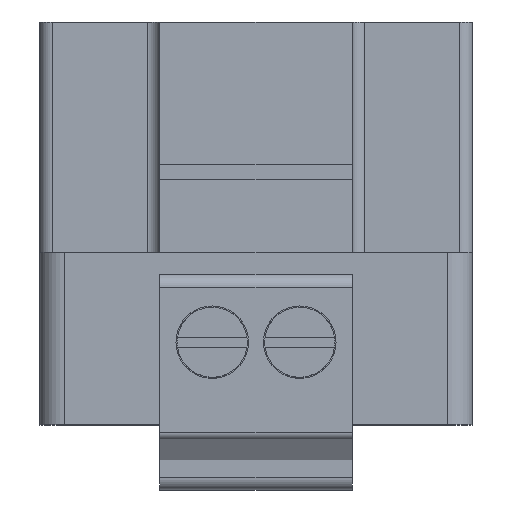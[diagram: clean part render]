
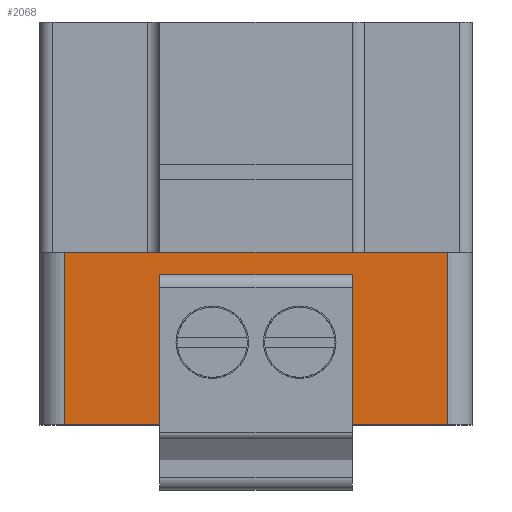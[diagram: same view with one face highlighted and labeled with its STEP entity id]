
A CAD part, top view. The second image highlights one B-rep face of the part: STEP entity #2068.
In plain terms, the highlighted planar face has unit normal (0, 0, 1).
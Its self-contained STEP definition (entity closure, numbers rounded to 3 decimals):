
#84 = PLANE('',#85);
#85 = AXIS2_PLACEMENT_3D('',#86,#87,#88);
#86 = CARTESIAN_POINT('',(5.6,-8.,5.8));
#87 = DIRECTION('',(1.,0.,0.));
#88 = DIRECTION('',(0.,-1.,0.));
#143 = PLANE('',#144);
#144 = AXIS2_PLACEMENT_3D('',#145,#146,#147);
#145 = CARTESIAN_POINT('',(-2.1,-8.,5.8));
#146 = DIRECTION('',(1.,0.,0.));
#147 = DIRECTION('',(0.,-1.,0.));
#369 = VERTEX_POINT('',#370);
#370 = CARTESIAN_POINT('',(-2.1,-14.9,5.8));
#383 = PLANE('',#384);
#384 = AXIS2_PLACEMENT_3D('',#385,#386,#387);
#385 = CARTESIAN_POINT('',(-6.9,-14.9,0.2));
#386 = DIRECTION('',(0.,1.,0.));
#387 = DIRECTION('',(-1.,0.,0.));
#394 = EDGE_CURVE('',#369,#395,#397,.T.);
#395 = VERTEX_POINT('',#396);
#396 = CARTESIAN_POINT('',(-2.1,-8.9,5.8));
#397 = SURFACE_CURVE('',#398,(#402,#408),.PCURVE_S1.);
#398 = LINE('',#399,#400);
#399 = CARTESIAN_POINT('',(-2.1,-8.,5.8));
#400 = VECTOR('',#401,1.);
#401 = DIRECTION('',(0.,1.,0.));
#402 = PCURVE('',#143,#403);
#403 = DEFINITIONAL_REPRESENTATION('',(#404),#407);
#404 = B_SPLINE_CURVE_WITH_KNOTS('',1,(#405,#406),.UNSPECIFIED.,.F.,.F.,
(2,2),(-7.59,0.69),.PIECEWISE_BEZIER_KNOTS.);
#405 = CARTESIAN_POINT('',(7.59,0.));
#406 = CARTESIAN_POINT('',(-0.69,0.));
#407 = ( GEOMETRIC_REPRESENTATION_CONTEXT(2)
PARAMETRIC_REPRESENTATION_CONTEXT() REPRESENTATION_CONTEXT('2D SPACE',''
) );
#408 = PCURVE('',#409,#414);
#409 = PLANE('',#410);
#410 = AXIS2_PLACEMENT_3D('',#411,#412,#413);
#411 = CARTESIAN_POINT('',(10.4,-8.,5.8));
#412 = DIRECTION('',(0.,0.,-1.));
#413 = DIRECTION('',(-1.,0.,0.));
#414 = DEFINITIONAL_REPRESENTATION('',(#415),#418);
#415 = B_SPLINE_CURVE_WITH_KNOTS('',1,(#416,#417),.UNSPECIFIED.,.F.,.F.,
(2,2),(-7.59,0.69),.PIECEWISE_BEZIER_KNOTS.);
#416 = CARTESIAN_POINT('',(12.5,-7.59));
#417 = CARTESIAN_POINT('',(12.5,0.69));
#418 = ( GEOMETRIC_REPRESENTATION_CONTEXT(2)
PARAMETRIC_REPRESENTATION_CONTEXT() REPRESENTATION_CONTEXT('2D SPACE',''
) );
#436 = PLANE('',#437);
#437 = AXIS2_PLACEMENT_3D('',#438,#439,#440);
#438 = CARTESIAN_POINT('',(-2.1,-8.9,7.2));
#439 = DIRECTION('',(0.,1.,0.));
#440 = DIRECTION('',(0.,0.,-1.));
#914 = VERTEX_POINT('',#915);
#915 = CARTESIAN_POINT('',(5.6,-14.9,5.8));
#928 = PLANE('',#929);
#929 = AXIS2_PLACEMENT_3D('',#930,#931,#932);
#930 = CARTESIAN_POINT('',(-6.9,-14.9,0.2));
#931 = DIRECTION('',(0.,1.,0.));
#932 = DIRECTION('',(-1.,0.,0.));
#939 = EDGE_CURVE('',#914,#940,#942,.T.);
#940 = VERTEX_POINT('',#941);
#941 = CARTESIAN_POINT('',(5.6,-8.9,5.8));
#942 = SURFACE_CURVE('',#943,(#947,#953),.PCURVE_S1.);
#943 = LINE('',#944,#945);
#944 = CARTESIAN_POINT('',(5.6,-8.,5.8));
#945 = VECTOR('',#946,1.);
#946 = DIRECTION('',(0.,1.,0.));
#947 = PCURVE('',#84,#948);
#948 = DEFINITIONAL_REPRESENTATION('',(#949),#952);
#949 = B_SPLINE_CURVE_WITH_KNOTS('',1,(#950,#951),.UNSPECIFIED.,.F.,.F.,
(2,2),(-7.59,0.69),.PIECEWISE_BEZIER_KNOTS.);
#950 = CARTESIAN_POINT('',(7.59,0.));
#951 = CARTESIAN_POINT('',(-0.69,0.));
#952 = ( GEOMETRIC_REPRESENTATION_CONTEXT(2)
PARAMETRIC_REPRESENTATION_CONTEXT() REPRESENTATION_CONTEXT('2D SPACE',''
) );
#953 = PCURVE('',#409,#954);
#954 = DEFINITIONAL_REPRESENTATION('',(#955),#958);
#955 = B_SPLINE_CURVE_WITH_KNOTS('',1,(#956,#957),.UNSPECIFIED.,.F.,.F.,
(2,2),(-7.59,0.69),.PIECEWISE_BEZIER_KNOTS.);
#956 = CARTESIAN_POINT('',(4.8,-7.59));
#957 = CARTESIAN_POINT('',(4.8,0.69));
#958 = ( GEOMETRIC_REPRESENTATION_CONTEXT(2)
PARAMETRIC_REPRESENTATION_CONTEXT() REPRESENTATION_CONTEXT('2D SPACE',''
) );
#1980 = VERTEX_POINT('',#1981);
#1981 = CARTESIAN_POINT('',(-5.9,-14.9,5.8));
#2000 = CYLINDRICAL_SURFACE('',#2001,1.);
#2001 = AXIS2_PLACEMENT_3D('',#2002,#2003,#2004);
#2002 = CARTESIAN_POINT('',(-5.9,-8.,4.8));
#2003 = DIRECTION('',(0.,-1.,0.));
#2004 = DIRECTION('',(0.,0.,1.));
#2012 = EDGE_CURVE('',#369,#1980,#2013,.T.);
#2013 = SURFACE_CURVE('',#2014,(#2018,#2025),.PCURVE_S1.);
#2014 = LINE('',#2015,#2016);
#2015 = CARTESIAN_POINT('',(10.4,-14.9,5.8));
#2016 = VECTOR('',#2017,1.);
#2017 = DIRECTION('',(-1.,0.,0.));
#2018 = PCURVE('',#383,#2019);
#2019 = DEFINITIONAL_REPRESENTATION('',(#2020),#2024);
#2020 = LINE('',#2021,#2022);
#2021 = CARTESIAN_POINT('',(-17.3,5.6));
#2022 = VECTOR('',#2023,1.);
#2023 = DIRECTION('',(1.,0.));
#2024 = ( GEOMETRIC_REPRESENTATION_CONTEXT(2)
PARAMETRIC_REPRESENTATION_CONTEXT() REPRESENTATION_CONTEXT('2D SPACE',''
) );
#2025 = PCURVE('',#409,#2026);
#2026 = DEFINITIONAL_REPRESENTATION('',(#2027),#2031);
#2027 = LINE('',#2028,#2029);
#2028 = CARTESIAN_POINT('',(0.,-6.9));
#2029 = VECTOR('',#2030,1.);
#2030 = DIRECTION('',(1.,0.));
#2031 = ( GEOMETRIC_REPRESENTATION_CONTEXT(2)
PARAMETRIC_REPRESENTATION_CONTEXT() REPRESENTATION_CONTEXT('2D SPACE',''
) );
#2068 = ADVANCED_FACE('',(#2069),#409,.F.);
#2069 = FACE_BOUND('',#2070,.F.);
#2070 = EDGE_LOOP('',(#2071,#2101,#2129,#2150,#2151,#2172,#2173,#2174));
#2071 = ORIENTED_EDGE('',*,*,#2072,.F.);
#2072 = EDGE_CURVE('',#2073,#2075,#2077,.T.);
#2073 = VERTEX_POINT('',#2074);
#2074 = CARTESIAN_POINT('',(9.4,-8.,5.8));
#2075 = VERTEX_POINT('',#2076);
#2076 = CARTESIAN_POINT('',(-5.9,-8.,5.8));
#2077 = SURFACE_CURVE('',#2078,(#2082,#2089),.PCURVE_S1.);
#2078 = LINE('',#2079,#2080);
#2079 = CARTESIAN_POINT('',(10.4,-8.,5.8));
#2080 = VECTOR('',#2081,1.);
#2081 = DIRECTION('',(-1.,0.,0.));
#2082 = PCURVE('',#409,#2083);
#2083 = DEFINITIONAL_REPRESENTATION('',(#2084),#2088);
#2084 = LINE('',#2085,#2086);
#2085 = CARTESIAN_POINT('',(0.,-0.));
#2086 = VECTOR('',#2087,1.);
#2087 = DIRECTION('',(1.,0.));
#2088 = ( GEOMETRIC_REPRESENTATION_CONTEXT(2)
PARAMETRIC_REPRESENTATION_CONTEXT() REPRESENTATION_CONTEXT('2D SPACE',''
) );
#2089 = PCURVE('',#2090,#2095);
#2090 = PLANE('',#2091);
#2091 = AXIS2_PLACEMENT_3D('',#2092,#2093,#2094);
#2092 = CARTESIAN_POINT('',(-6.9,-8.,0.));
#2093 = DIRECTION('',(0.,1.,0.));
#2094 = DIRECTION('',(-1.,0.,0.));
#2095 = DEFINITIONAL_REPRESENTATION('',(#2096),#2100);
#2096 = LINE('',#2097,#2098);
#2097 = CARTESIAN_POINT('',(-17.3,5.8));
#2098 = VECTOR('',#2099,1.);
#2099 = DIRECTION('',(1.,0.));
#2100 = ( GEOMETRIC_REPRESENTATION_CONTEXT(2)
PARAMETRIC_REPRESENTATION_CONTEXT() REPRESENTATION_CONTEXT('2D SPACE',''
) );
#2101 = ORIENTED_EDGE('',*,*,#2102,.T.);
#2102 = EDGE_CURVE('',#2073,#2103,#2105,.T.);
#2103 = VERTEX_POINT('',#2104);
#2104 = CARTESIAN_POINT('',(9.4,-14.9,5.8));
#2105 = SURFACE_CURVE('',#2106,(#2110,#2117),.PCURVE_S1.);
#2106 = LINE('',#2107,#2108);
#2107 = CARTESIAN_POINT('',(9.4,-8.,5.8));
#2108 = VECTOR('',#2109,1.);
#2109 = DIRECTION('',(0.,-1.,0.));
#2110 = PCURVE('',#409,#2111);
#2111 = DEFINITIONAL_REPRESENTATION('',(#2112),#2116);
#2112 = LINE('',#2113,#2114);
#2113 = CARTESIAN_POINT('',(1.,0.));
#2114 = VECTOR('',#2115,1.);
#2115 = DIRECTION('',(0.,-1.));
#2116 = ( GEOMETRIC_REPRESENTATION_CONTEXT(2)
PARAMETRIC_REPRESENTATION_CONTEXT() REPRESENTATION_CONTEXT('2D SPACE',''
) );
#2117 = PCURVE('',#2118,#2123);
#2118 = CYLINDRICAL_SURFACE('',#2119,1.);
#2119 = AXIS2_PLACEMENT_3D('',#2120,#2121,#2122);
#2120 = CARTESIAN_POINT('',(9.4,-8.,4.8));
#2121 = DIRECTION('',(0.,-1.,0.));
#2122 = DIRECTION('',(1.,0.,0.));
#2123 = DEFINITIONAL_REPRESENTATION('',(#2124),#2128);
#2124 = LINE('',#2125,#2126);
#2125 = CARTESIAN_POINT('',(1.571,0.));
#2126 = VECTOR('',#2127,1.);
#2127 = DIRECTION('',(0.,1.));
#2128 = ( GEOMETRIC_REPRESENTATION_CONTEXT(2)
PARAMETRIC_REPRESENTATION_CONTEXT() REPRESENTATION_CONTEXT('2D SPACE',''
) );
#2129 = ORIENTED_EDGE('',*,*,#2130,.T.);
#2130 = EDGE_CURVE('',#2103,#914,#2131,.T.);
#2131 = SURFACE_CURVE('',#2132,(#2136,#2143),.PCURVE_S1.);
#2132 = LINE('',#2133,#2134);
#2133 = CARTESIAN_POINT('',(10.4,-14.9,5.8));
#2134 = VECTOR('',#2135,1.);
#2135 = DIRECTION('',(-1.,0.,0.));
#2136 = PCURVE('',#409,#2137);
#2137 = DEFINITIONAL_REPRESENTATION('',(#2138),#2142);
#2138 = LINE('',#2139,#2140);
#2139 = CARTESIAN_POINT('',(0.,-6.9));
#2140 = VECTOR('',#2141,1.);
#2141 = DIRECTION('',(1.,0.));
#2142 = ( GEOMETRIC_REPRESENTATION_CONTEXT(2)
PARAMETRIC_REPRESENTATION_CONTEXT() REPRESENTATION_CONTEXT('2D SPACE',''
) );
#2143 = PCURVE('',#928,#2144);
#2144 = DEFINITIONAL_REPRESENTATION('',(#2145),#2149);
#2145 = LINE('',#2146,#2147);
#2146 = CARTESIAN_POINT('',(-17.3,5.6));
#2147 = VECTOR('',#2148,1.);
#2148 = DIRECTION('',(1.,0.));
#2149 = ( GEOMETRIC_REPRESENTATION_CONTEXT(2)
PARAMETRIC_REPRESENTATION_CONTEXT() REPRESENTATION_CONTEXT('2D SPACE',''
) );
#2150 = ORIENTED_EDGE('',*,*,#939,.T.);
#2151 = ORIENTED_EDGE('',*,*,#2152,.F.);
#2152 = EDGE_CURVE('',#395,#940,#2153,.T.);
#2153 = SURFACE_CURVE('',#2154,(#2158,#2165),.PCURVE_S1.);
#2154 = LINE('',#2155,#2156);
#2155 = CARTESIAN_POINT('',(-2.1,-8.9,5.8));
#2156 = VECTOR('',#2157,1.);
#2157 = DIRECTION('',(1.,0.,0.));
#2158 = PCURVE('',#409,#2159);
#2159 = DEFINITIONAL_REPRESENTATION('',(#2160),#2164);
#2160 = LINE('',#2161,#2162);
#2161 = CARTESIAN_POINT('',(12.5,-0.9));
#2162 = VECTOR('',#2163,1.);
#2163 = DIRECTION('',(-1.,-0.));
#2164 = ( GEOMETRIC_REPRESENTATION_CONTEXT(2)
PARAMETRIC_REPRESENTATION_CONTEXT() REPRESENTATION_CONTEXT('2D SPACE',''
) );
#2165 = PCURVE('',#436,#2166);
#2166 = DEFINITIONAL_REPRESENTATION('',(#2167),#2171);
#2167 = LINE('',#2168,#2169);
#2168 = CARTESIAN_POINT('',(1.4,0.));
#2169 = VECTOR('',#2170,1.);
#2170 = DIRECTION('',(0.,-1.));
#2171 = ( GEOMETRIC_REPRESENTATION_CONTEXT(2)
PARAMETRIC_REPRESENTATION_CONTEXT() REPRESENTATION_CONTEXT('2D SPACE',''
) );
#2172 = ORIENTED_EDGE('',*,*,#394,.F.);
#2173 = ORIENTED_EDGE('',*,*,#2012,.T.);
#2174 = ORIENTED_EDGE('',*,*,#2175,.F.);
#2175 = EDGE_CURVE('',#2075,#1980,#2176,.T.);
#2176 = SURFACE_CURVE('',#2177,(#2181,#2188),.PCURVE_S1.);
#2177 = LINE('',#2178,#2179);
#2178 = CARTESIAN_POINT('',(-5.9,-8.,5.8));
#2179 = VECTOR('',#2180,1.);
#2180 = DIRECTION('',(0.,-1.,0.));
#2181 = PCURVE('',#409,#2182);
#2182 = DEFINITIONAL_REPRESENTATION('',(#2183),#2187);
#2183 = LINE('',#2184,#2185);
#2184 = CARTESIAN_POINT('',(16.3,0.));
#2185 = VECTOR('',#2186,1.);
#2186 = DIRECTION('',(0.,-1.));
#2187 = ( GEOMETRIC_REPRESENTATION_CONTEXT(2)
PARAMETRIC_REPRESENTATION_CONTEXT() REPRESENTATION_CONTEXT('2D SPACE',''
) );
#2188 = PCURVE('',#2000,#2189);
#2189 = DEFINITIONAL_REPRESENTATION('',(#2190),#2194);
#2190 = LINE('',#2191,#2192);
#2191 = CARTESIAN_POINT('',(0.,0.));
#2192 = VECTOR('',#2193,1.);
#2193 = DIRECTION('',(0.,1.));
#2194 = ( GEOMETRIC_REPRESENTATION_CONTEXT(2)
PARAMETRIC_REPRESENTATION_CONTEXT() REPRESENTATION_CONTEXT('2D SPACE',''
) );
